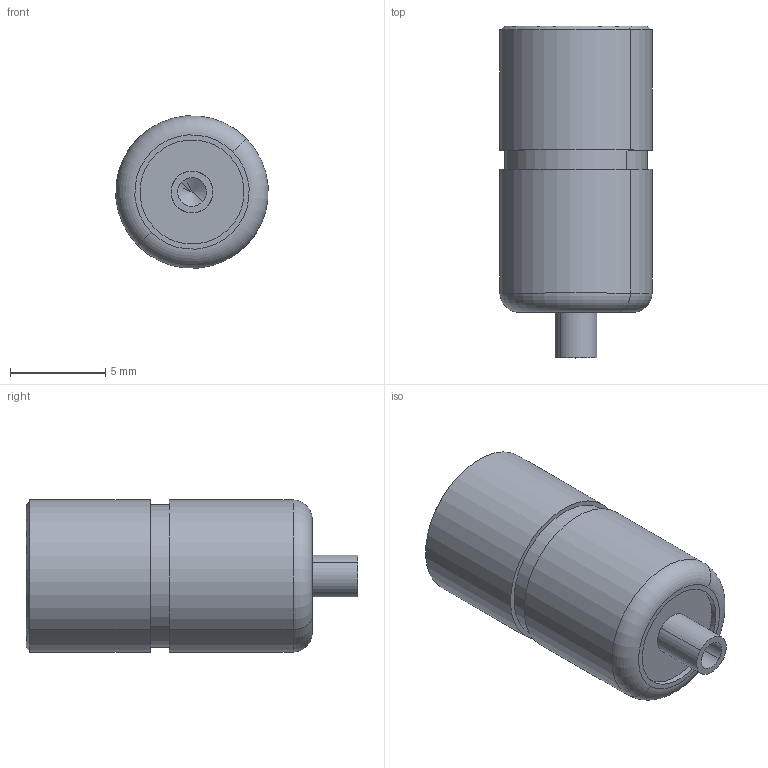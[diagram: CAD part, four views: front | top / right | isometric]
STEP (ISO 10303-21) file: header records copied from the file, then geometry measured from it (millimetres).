
FILE_DESCRIPTION (( 'STEP AP203' ), '1' );
FILE_NAME ('50-00025.step', '2016-09-15T21:34:54', ( '' ), ( '' ), 'SwSTEP 2.0', 'SolidWorks 2015', '' );
FILE_SCHEMA (( 'CONFIG_CONTROL_DESIGN' ));
Length unit declared in the file: millimetre
Products named in the file (5): 50-00025 insulator; 50-00025 pin; 50-00025 shell; 50-00025 contact; 50-00025
Assembly tree (4 placements, depth 2):
  50-00025
    50-00025 insulator
    50-00025 pin
    50-00025 shell
    50-00025 contact
Bounding box: 7.97 x 17.4 x 7.97 mm (x, y, z)
Volume: 487.2 mm3; surface area: 1323.2 mm2
Topology: 4 solids, 4 shells, 120 faces, 307 edges, 190 vertices
Faces by surface type: cylinder 52, plane 37, bspline 17, cone 8, torus 6
Entity records: 4733 total; most frequent: CARTESIAN_POINT 1468, ORIENTED_EDGE 610, DIRECTION 535, EDGE_CURVE 305, AXIS2_PLACEMENT_3D 223, VERTEX_POINT 190, EDGE_LOOP 135, FACE_OUTER_BOUND 120
